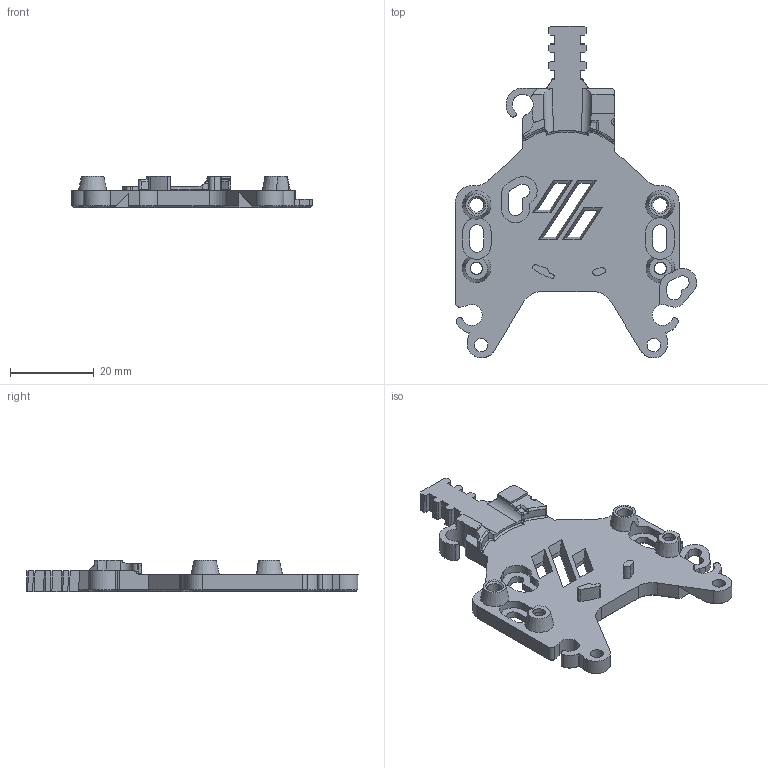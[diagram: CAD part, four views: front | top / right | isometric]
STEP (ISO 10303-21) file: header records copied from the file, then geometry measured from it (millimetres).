
FILE_DESCRIPTION(/* description */ ('STEP AP242','CAx-IF Rec.Pracs.---Representation and Presentation of Product Manufacturing Information (PMI)---4.0---2014-10-13','CAx-IF Rec.Pracs.---3D Tessellated Geometry---0.4---2014-09-14','2;1','CAx-IF Rec.Pracs.---User Defined Attributes---1.5---2016-08-15'),/* implementation_level */ '2;1');
FILE_NAME(/* name */ '691a96f5a43ef991b8231d39',/* time_stamp */ '2025-11-17T03:31:02Z',/* author */ (''),/* organization */ (''),/* preprocessor_version */ 'ST-DEVELOPER v20',/* originating_system */ 'ONSHAPE BY PTC INC, 1.206',/* authorisation */ ' ');
FILE_SCHEMA (('AP242_MANAGED_MODEL_BASED_3D_ENGINEERING_MIM_LF { 1 0 10303 442 1 1 4 }'));
Length unit declared in the file: metre
Products named in the file (1): PCBMount
Bounding box: 57.73 x 79.46 x 7.5 mm (x, y, z)
Volume: 9037.1 mm3; surface area: 7169 mm2
Topology: 1 solids, 1 shells, 394 faces, 1049 edges, 664 vertices
Faces by surface type: plane 233, cylinder 92, cone 48, bspline 13, torus 8
Full cylindrical faces by diameter (mm): 2.8 x2, 3 x2, 3.2 x2, 3.4 x2, 4.7 x3
Entity records: 12694 total; most frequent: CARTESIAN_POINT 2951, ORIENTED_EDGE 2042, DIRECTION 1983, EDGE_CURVE 1021, AXIS2_PLACEMENT_3D 677, VERTEX_POINT 658, LINE 629, VECTOR 629
